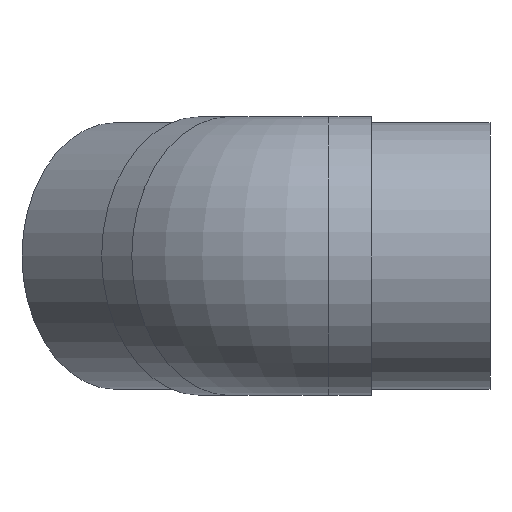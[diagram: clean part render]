
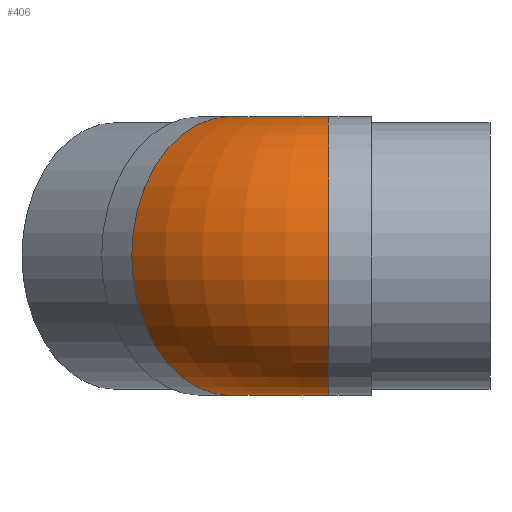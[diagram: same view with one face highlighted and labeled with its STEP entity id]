
A CAD part, left-side view. The second image highlights one B-rep face of the part: STEP entity #406.
In plain terms, the highlighted toroidal (fillet/blend) face has major radius 261.092 mm and minor radius 261 mm.
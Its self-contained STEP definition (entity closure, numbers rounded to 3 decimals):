
#355=CARTESIAN_POINT('',(261.,-108.148,0.));
#356=VERTEX_POINT('',#355);
#357=CARTESIAN_POINT('',(-261.,-108.148,0.));
#358=VERTEX_POINT('',#357);
#359=CARTESIAN_POINT('',(0.,-108.148,0.));
#360=DIRECTION('',(0.,1.,0.));
#361=DIRECTION('',(1.,0.,0.));
#362=AXIS2_PLACEMENT_3D('',#359,#360,#361);
#363=CIRCLE('',#362,261.);
#364=EDGE_CURVE('',#356,#358,#363,.T.);
#366=EDGE_CURVE('',#358,#356,#363,.T.);
#376=CARTESIAN_POINT('',(261.027,-108.083,0.));
#377=VERTEX_POINT('',#376);
#378=CARTESIAN_POINT('',(-108.083,261.027,0.));
#379=VERTEX_POINT('',#378);
#380=CARTESIAN_POINT('',(76.472,76.472,0.));
#381=DIRECTION('',(-0.707,-0.707,0.));
#382=DIRECTION('',(0.707,-0.707,0.));
#383=AXIS2_PLACEMENT_3D('',#380,#381,#382);
#384=CIRCLE('',#383,261.);
#385=EDGE_CURVE('',#377,#379,#384,.T.);
#386=ORIENTED_EDGE('',*,*,#385,.T.);
#387=CARTESIAN_POINT('',(261.092,-108.148,0.));
#388=DIRECTION('',(0.,0.,-1.));
#389=DIRECTION('',(-1.,0.,0.));
#390=AXIS2_PLACEMENT_3D('',#387,#388,#389);
#391=CIRCLE('',#390,522.092);
#392=EDGE_CURVE('',#358,#379,#391,.T.);
#393=ORIENTED_EDGE('',*,*,#392,.F.);
#394=ORIENTED_EDGE('',*,*,#366,.T.);
#395=ORIENTED_EDGE('',*,*,#364,.T.);
#396=ORIENTED_EDGE('',*,*,#392,.T.);
#397=EDGE_CURVE('',#379,#377,#384,.T.);
#398=ORIENTED_EDGE('',*,*,#397,.T.);
#399=EDGE_LOOP('',(#386,#393,#394,#395,#396,#398));
#400=FACE_OUTER_BOUND('',#399,.T.);
#401=CARTESIAN_POINT('',(261.092,-108.148,0.));
#402=DIRECTION('',(0.,0.,-1.));
#403=DIRECTION('',(-1.,0.,0.));
#404=AXIS2_PLACEMENT_3D('',#401,#402,#403);
#405=TOROIDAL_SURFACE('',#404,261.092,261.);
#406=ADVANCED_FACE('',(#400),#405,.T.);
